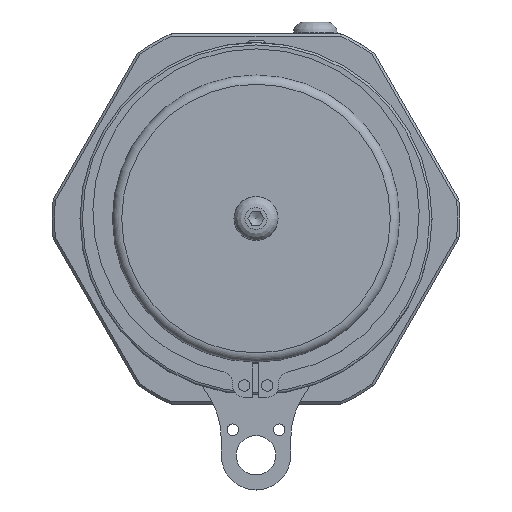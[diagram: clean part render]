
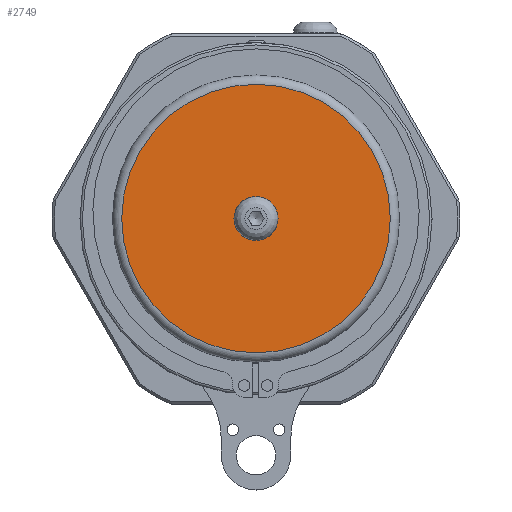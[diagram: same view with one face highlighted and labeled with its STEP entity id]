
A CAD part, top view. The second image highlights one B-rep face of the part: STEP entity #2749.
In plain terms, the highlighted planar face has unit normal (0, 0, 1).
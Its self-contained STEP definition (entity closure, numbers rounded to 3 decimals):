
#125=FACE_BOUND('',#522,.T.);
#197=PLANE('',#3074);
#346=FACE_OUTER_BOUND('',#521,.T.);
#521=EDGE_LOOP('',(#2365,#2366));
#522=EDGE_LOOP('',(#2367,#2368));
#837=CIRCLE('',#2778,2.5);
#841=CIRCLE('',#2782,2.5);
#990=CIRCLE('',#3075,29.);
#991=CIRCLE('',#3076,29.);
#1006=VERTEX_POINT('',#3896);
#1007=VERTEX_POINT('',#3897);
#1248=VERTEX_POINT('',#4885);
#1249=VERTEX_POINT('',#4886);
#1262=EDGE_CURVE('',#1006,#1007,#837,.T.);
#1267=EDGE_CURVE('',#1007,#1006,#841,.T.);
#1626=EDGE_CURVE('',#1248,#1249,#990,.T.);
#1627=EDGE_CURVE('',#1249,#1248,#991,.T.);
#2365=ORIENTED_EDGE('',*,*,#1626,.T.);
#2366=ORIENTED_EDGE('',*,*,#1627,.T.);
#2367=ORIENTED_EDGE('',*,*,#1262,.F.);
#2368=ORIENTED_EDGE('',*,*,#1267,.F.);
#2749=ADVANCED_FACE('',(#346,#125),#197,.T.);
#2778=AXIS2_PLACEMENT_3D('',#3898,#3102,#3103);
#2782=AXIS2_PLACEMENT_3D('',#3906,#3111,#3112);
#3074=AXIS2_PLACEMENT_3D('',#4884,#3843,#3844);
#3075=AXIS2_PLACEMENT_3D('',#4887,#3845,#3846);
#3076=AXIS2_PLACEMENT_3D('',#4888,#3847,#3848);
#3102=DIRECTION('center_axis',(0.,0.,
1.));
#3103=DIRECTION('ref_axis',(-1.,0.002,0.));
#3111=DIRECTION('center_axis',(0.,0.,
1.));
#3112=DIRECTION('ref_axis',(-1.,0.002,0.));
#3843=DIRECTION('center_axis',(0.,0.,
1.));
#3844=DIRECTION('ref_axis',(1.,-0.002,0.));
#3845=DIRECTION('center_axis',(0.,0.,
1.));
#3846=DIRECTION('ref_axis',(-1.,0.002,0.));
#3847=DIRECTION('center_axis',(0.,0.,
1.));
#3848=DIRECTION('ref_axis',(-1.,0.002,0.));
#3896=CARTESIAN_POINT('',(0.004,2.5,38.836));
#3897=CARTESIAN_POINT('',(-0.004,-2.5,38.836));
#3898=CARTESIAN_POINT('Origin',(0.,0.,
38.836));
#3906=CARTESIAN_POINT('Origin',(0.,0.,
38.836));
#4884=CARTESIAN_POINT('Origin',(0.004,2.5,38.836));
#4885=CARTESIAN_POINT('',(0.051,29.,38.836));
#4886=CARTESIAN_POINT('',(-29.,0.051,38.836));
#4887=CARTESIAN_POINT('Origin',(0.,0.,
38.836));
#4888=CARTESIAN_POINT('Origin',(0.,0.,
38.836));
